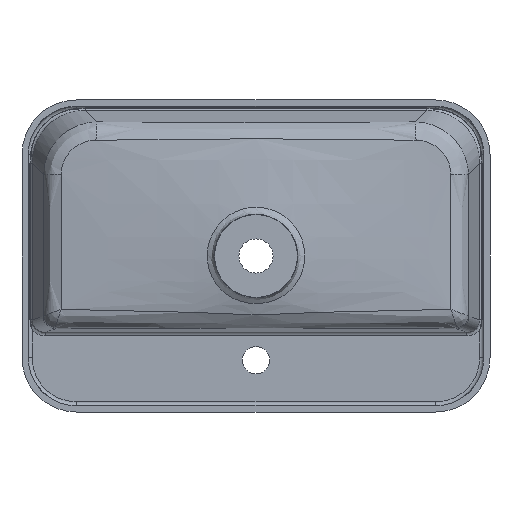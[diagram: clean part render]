
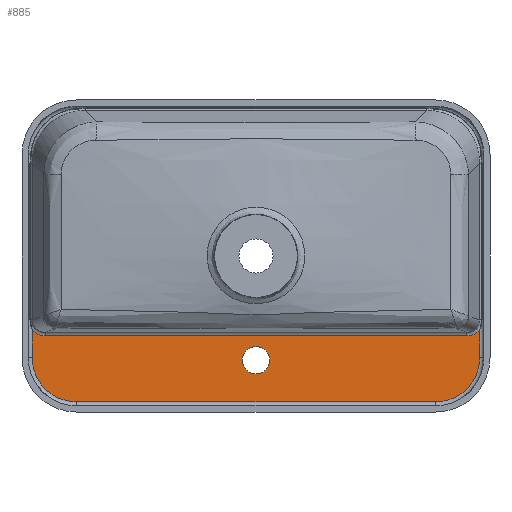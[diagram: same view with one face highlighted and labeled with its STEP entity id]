
A CAD part, front view. The second image highlights one B-rep face of the part: STEP entity #885.
In plain terms, the highlighted planar face has unit normal (0, -1, 0).
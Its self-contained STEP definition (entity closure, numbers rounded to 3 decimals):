
#59 = VECTOR ( 'NONE', #5967, 1000. ) ;
#88 = CIRCLE ( 'NONE', #5908, 17.5 ) ;
#167 = ORIENTED_EDGE ( 'NONE', *, *, #4722, .T. ) ;
#332 = CARTESIAN_POINT ( 'NONE',  ( -286.994, -35., -163.407 ) ) ;
#357 = LINE ( 'NONE', #6675, #59 ) ;
#552 = CARTESIAN_POINT ( 'NONE',  ( -286.994, -35., -94.389 ) ) ;
#658 = ORIENTED_EDGE ( 'NONE', *, *, #3575, .T. ) ;
#885 = ADVANCED_FACE ( 'NONE', ( #6210, #11503 ), #8737, .F. ) ;
#1163 = CARTESIAN_POINT ( 'NONE',  ( -263.407, -35., -186.994 ) ) ;
#1605 = CARTESIAN_POINT ( 'NONE',  ( 263.407, -35., -186.994 ) ) ;
#1706 = DIRECTION ( 'NONE',  ( 0., 1., 0. ) ) ;
#1883 = CARTESIAN_POINT ( 'NONE',  ( -286.994, -35., -94.389 ) ) ;
#2419 = CARTESIAN_POINT ( 'NONE',  ( 0., -35., 0. ) ) ;
#2723 = CARTESIAN_POINT ( 'NONE',  ( -286.994, -35., -130.029 ) ) ;
#3303 = CARTESIAN_POINT ( 'NONE',  ( 230.029, -35., -186.994 ) ) ;
#3423 = DIRECTION ( 'NONE',  ( 0., 1., 0. ) ) ;
#3575 = EDGE_CURVE ( 'NONE', #7354, #10251, #9783, .T. ) ;
#3642 = CARTESIAN_POINT ( 'NONE',  ( 282.916, -35., -99.508 ) ) ;
#3650 = CARTESIAN_POINT ( 'NONE',  ( -270.166, -35., -102.35 ) ) ;
#3658 = VECTOR ( 'NONE', #7346, 1000. ) ;
#3674 =( BOUNDED_CURVE ( )  B_SPLINE_CURVE ( 3, ( #3650, #5535, #6484, #1883 ),
 .UNSPECIFIED., .F., .F. ) 
 B_SPLINE_CURVE_WITH_KNOTS ( ( 4, 4 ),
 ( 1.898, 2.797 ),
 .UNSPECIFIED. ) 
 CURVE ( )  GEOMETRIC_REPRESENTATION_ITEM ( )  RATIONAL_B_SPLINE_CURVE ( ( 1., 0.934, 0.934, 1. ) ) 
 REPRESENTATION_ITEM ( '' )  );
#3703 = CARTESIAN_POINT ( 'NONE',  ( 286.994, -35., -94.389 ) ) ;
#3801 = EDGE_CURVE ( 'NONE', #4594, #6609, #3674, .T. ) ;
#4074 = DIRECTION ( 'NONE',  ( 0., 0., 1. ) ) ;
#4131 = ORIENTED_EDGE ( 'NONE', *, *, #6114, .T. ) ;
#4594 = VERTEX_POINT ( 'NONE', #5147 ) ;
#4651 = CARTESIAN_POINT ( 'NONE',  ( 276.909, -35., -102.35 ) ) ;
#4722 = EDGE_CURVE ( 'NONE', #10331, #7354, #7378, .T. ) ;
#4770 = CARTESIAN_POINT ( 'NONE',  ( -230.029, -35., -186.994 ) ) ;
#4952 =( BOUNDED_CURVE ( )  B_SPLINE_CURVE ( 3, ( #3703, #3642, #4651, #7266 ),
 .UNSPECIFIED., .F., .F. ) 
 B_SPLINE_CURVE_WITH_KNOTS ( ( 4, 4 ),
 ( 0.345, 1.244 ),
 .UNSPECIFIED. ) 
 CURVE ( )  GEOMETRIC_REPRESENTATION_ITEM ( )  RATIONAL_B_SPLINE_CURVE ( ( 1., 0.934, 0.934, 1. ) ) 
 REPRESENTATION_ITEM ( '' )  );
#5138 = VERTEX_POINT ( 'NONE', #2723 ) ;
#5147 = CARTESIAN_POINT ( 'NONE',  ( -270.166, -35., -102.35 ) ) ;
#5162 = CARTESIAN_POINT ( 'NONE',  ( 229.86, -35., -186.994 ) ) ;
#5210 = CARTESIAN_POINT ( 'NONE',  ( 286.994, -35., -163.407 ) ) ;
#5389 = LINE ( 'NONE', #8926, #3658 ) ;
#5398 = EDGE_LOOP ( 'NONE', ( #167, #658, #7695, #6979, #6206, #4131, #7405, #7696 ) ) ;
#5428 = DIRECTION ( 'NONE',  ( 0., 0., 1. ) ) ;
#5535 = CARTESIAN_POINT ( 'NONE',  ( -276.909, -35., -102.35 ) ) ;
#5637 = EDGE_CURVE ( 'NONE', #11555, #11555, #88, .T. ) ;
#5853 = DIRECTION ( 'NONE',  ( 1., 0., 0. ) ) ;
#5908 = AXIS2_PLACEMENT_3D ( 'NONE', #9086, #1706, #5428 ) ;
#5967 = DIRECTION ( 'NONE',  ( -1., 0., 0. ) ) ;
#6025 = DIRECTION ( 'NONE',  ( 0., 0., 1. ) ) ;
#6114 = EDGE_CURVE ( 'NONE', #6609, #5138, #5389, .T. ) ;
#6206 = ORIENTED_EDGE ( 'NONE', *, *, #3801, .T. ) ;
#6209 = CARTESIAN_POINT ( 'NONE',  ( 286.994, -35., -130.029 ) ) ;
#6210 = FACE_BOUND ( 'NONE', #11597, .T. ) ;
#6484 = CARTESIAN_POINT ( 'NONE',  ( -282.916, -35., -99.508 ) ) ;
#6609 = VERTEX_POINT ( 'NONE', #552 ) ;
#6675 = CARTESIAN_POINT ( 'NONE',  ( -271.389, -35., -102.35 ) ) ;
#6979 = ORIENTED_EDGE ( 'NONE', *, *, #10835, .T. ) ;
#7025 = CARTESIAN_POINT ( 'NONE',  ( 286.994, -35., -94.389 ) ) ;
#7266 = CARTESIAN_POINT ( 'NONE',  ( 270.166, -35., -102.35 ) ) ;
#7346 = DIRECTION ( 'NONE',  ( 0., 0., -1. ) ) ;
#7354 = VERTEX_POINT ( 'NONE', #6209 ) ;
#7378 =( BOUNDED_CURVE ( )  B_SPLINE_CURVE ( 3, ( #3303, #1605, #5210, #11506 ),
 .UNSPECIFIED., .F., .F. ) 
 B_SPLINE_CURVE_WITH_KNOTS ( ( 4, 4 ),
 ( 2.357, 3.926 ),
 .UNSPECIFIED. ) 
 CURVE ( )  GEOMETRIC_REPRESENTATION_ITEM ( )  RATIONAL_B_SPLINE_CURVE ( ( 1., 0.805, 0.805, 1. ) ) 
 REPRESENTATION_ITEM ( '' )  );
#7405 = ORIENTED_EDGE ( 'NONE', *, *, #10068, .T. ) ;
#7695 = ORIENTED_EDGE ( 'NONE', *, *, #10712, .T. ) ;
#7696 = ORIENTED_EDGE ( 'NONE', *, *, #7735, .T. ) ;
#7735 = EDGE_CURVE ( 'NONE', #10357, #10331, #11459, .T. ) ;
#8041 = AXIS2_PLACEMENT_3D ( 'NONE', #2419, #3423, #6025 ) ;
#8255 = CARTESIAN_POINT ( 'NONE',  ( 270.166, -35., -102.35 ) ) ;
#8737 = PLANE ( 'NONE',  #8041 ) ;
#8898 = CARTESIAN_POINT ( 'NONE',  ( -230.029, -35., -186.994 ) ) ;
#8926 = CARTESIAN_POINT ( 'NONE',  ( -286.994, -35., -129.86 ) ) ;
#8954 = VECTOR ( 'NONE', #5853, 1000. ) ;
#9043 =( BOUNDED_CURVE ( )  B_SPLINE_CURVE ( 3, ( #10288, #332, #1163, #4770 ),
 .UNSPECIFIED., .F., .F. ) 
 B_SPLINE_CURVE_WITH_KNOTS ( ( 4, 4 ),
 ( 2.357, 3.926 ),
 .UNSPECIFIED. ) 
 CURVE ( )  GEOMETRIC_REPRESENTATION_ITEM ( )  RATIONAL_B_SPLINE_CURVE ( ( 1., 0.805, 0.805, 1. ) ) 
 REPRESENTATION_ITEM ( '' )  );
#9055 = ORIENTED_EDGE ( 'NONE', *, *, #5637, .T. ) ;
#9086 = CARTESIAN_POINT ( 'NONE',  ( 0., -35., -133.605 ) ) ;
#9413 = VECTOR ( 'NONE', #4074, 1000. ) ;
#9783 = LINE ( 'NONE', #11316, #9413 ) ;
#10068 = EDGE_CURVE ( 'NONE', #5138, #10357, #9043, .T. ) ;
#10251 = VERTEX_POINT ( 'NONE', #7025 ) ;
#10288 = CARTESIAN_POINT ( 'NONE',  ( -286.994, -35., -130.029 ) ) ;
#10331 = VERTEX_POINT ( 'NONE', #10403 ) ;
#10357 = VERTEX_POINT ( 'NONE', #8898 ) ;
#10403 = CARTESIAN_POINT ( 'NONE',  ( 230.029, -35., -186.994 ) ) ;
#10670 = CARTESIAN_POINT ( 'NONE',  ( 0., -35., -116.105 ) ) ;
#10712 = EDGE_CURVE ( 'NONE', #10251, #10846, #4952, .T. ) ;
#10835 = EDGE_CURVE ( 'NONE', #10846, #4594, #357, .T. ) ;
#10846 = VERTEX_POINT ( 'NONE', #8255 ) ;
#11316 = CARTESIAN_POINT ( 'NONE',  ( 286.994, -35., 129.86 ) ) ;
#11459 = LINE ( 'NONE', #5162, #8954 ) ;
#11503 = FACE_OUTER_BOUND ( 'NONE', #5398, .T. ) ;
#11506 = CARTESIAN_POINT ( 'NONE',  ( 286.994, -35., -130.029 ) ) ;
#11555 = VERTEX_POINT ( 'NONE', #10670 ) ;
#11597 = EDGE_LOOP ( 'NONE', ( #9055 ) ) ;
